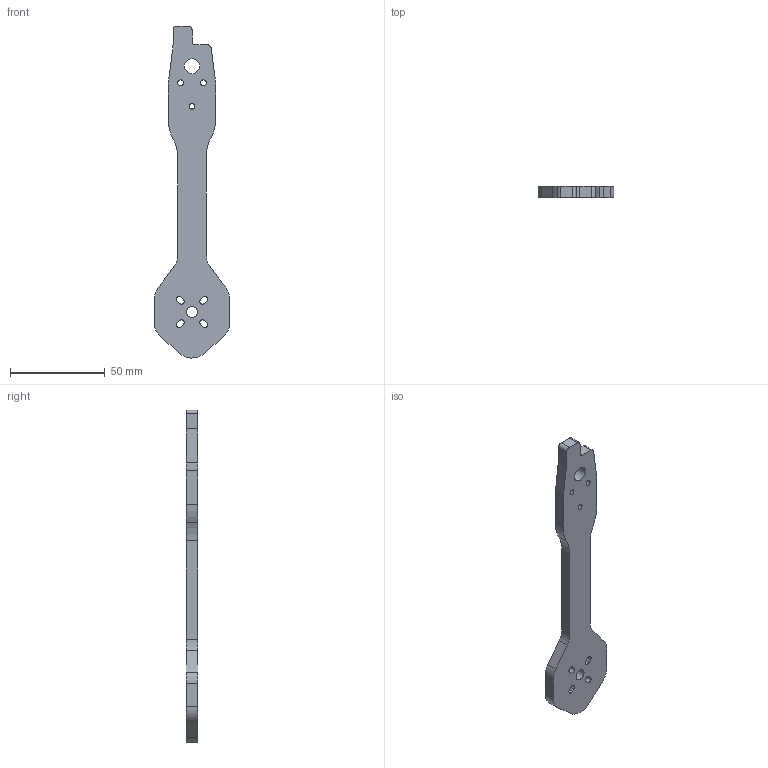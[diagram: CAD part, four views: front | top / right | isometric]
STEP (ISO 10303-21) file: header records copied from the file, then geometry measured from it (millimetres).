
FILE_DESCRIPTION(/* description */ (''),/* implementation_level */ '2;1');
FILE_NAME(/* name */ 'Kauri arm short disc aero.stp',/* time_stamp */ '2022-06-23T10:32:57-06:00',/* author */ ('Steven'),/* organization */ (''),/* preprocessor_version */ 'ST-DEVELOPER v18',/* originating_system */ 'Autodesk Inventor 2020',/* authorisation */ '');
FILE_SCHEMA (('AUTOMOTIVE_DESIGN { 1 0 10303 214 3 1 1 }'));
Length unit declared in the file: millimetre
Products named in the file (1): Kauri arm short disc aero
Bounding box: 40 x 6 x 175.52 mm (x, y, z)
Volume: 22290.8 mm3; surface area: 10555.1 mm2
Topology: 1 solids, 1 shells, 58 faces, 169 edges, 113 vertices
Faces by surface type: cylinder 31, plane 27
Full cylindrical faces by diameter (mm): 3 x3, 6 x1, 8 x1
Entity records: 2027 total; most frequent: DIRECTION 350, CARTESIAN_POINT 340, ORIENTED_EDGE 336, EDGE_CURVE 168, AXIS2_PLACEMENT_3D 122, VERTEX_POINT 112, LINE 106, VECTOR 106
